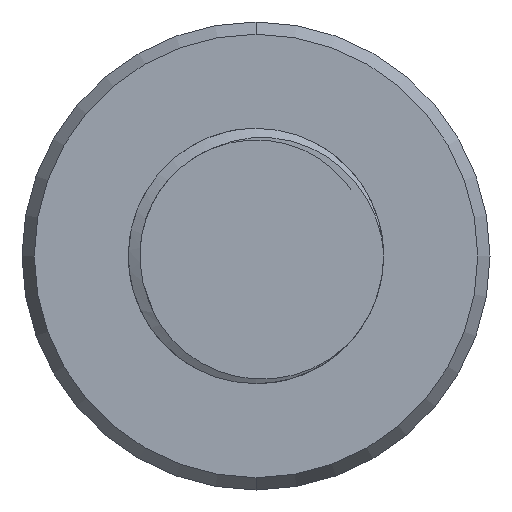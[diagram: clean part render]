
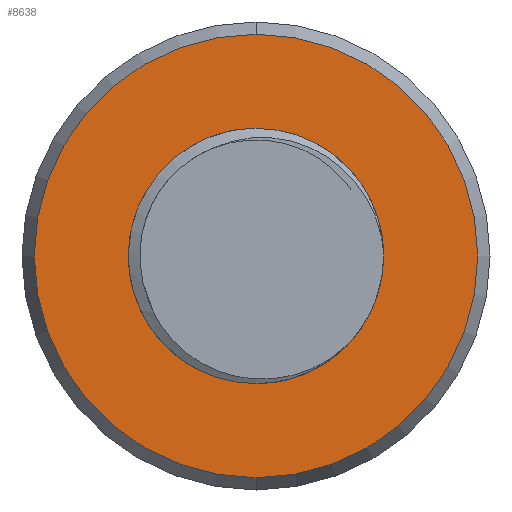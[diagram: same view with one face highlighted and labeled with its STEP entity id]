
A CAD part, front view. The second image highlights one B-rep face of the part: STEP entity #8638.
In plain terms, the highlighted planar face has unit normal (0, -1, 0).
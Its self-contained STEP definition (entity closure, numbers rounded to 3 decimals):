
#429 = EDGE_CURVE ( 'NONE', #6605, #10770, #6439, .T. ) ;
#537 = DIRECTION ( 'NONE',  ( 0., -1., 0. ) ) ;
#801 = DIRECTION ( 'NONE',  ( 0., 1., 0. ) ) ;
#1735 = EDGE_LOOP ( 'NONE', ( #8066, #8837 ) ) ;
#1881 = CARTESIAN_POINT ( 'NONE',  ( 0., 0., 0. ) ) ;
#1998 = DIRECTION ( 'NONE',  ( 0., 0., -1. ) ) ;
#2041 = CARTESIAN_POINT ( 'NONE',  ( 0., 0., -1.5 ) ) ;
#2373 = AXIS2_PLACEMENT_3D ( 'NONE', #11070, #537, #8228 ) ;
#2606 = EDGE_CURVE ( 'NONE', #4062, #5678, #4928, .T. ) ;
#2659 = DIRECTION ( 'NONE',  ( 0., 0., 1. ) ) ;
#3022 = AXIS2_PLACEMENT_3D ( 'NONE', #5797, #6722, #3818 ) ;
#3413 = AXIS2_PLACEMENT_3D ( 'NONE', #10622, #7791, #1998 ) ;
#3535 = CIRCLE ( 'NONE', #3022, 1.5 ) ;
#3818 = DIRECTION ( 'NONE',  ( 0., 0., -1. ) ) ;
#4062 = VERTEX_POINT ( 'NONE', #12074 ) ;
#4568 = PLANE ( 'NONE',  #4865 ) ;
#4594 = FACE_BOUND ( 'NONE', #11829, .T. ) ;
#4793 = DIRECTION ( 'NONE',  ( 0., -1., 0. ) ) ;
#4865 = AXIS2_PLACEMENT_3D ( 'NONE', #10235, #801, #2659 ) ;
#4928 = CIRCLE ( 'NONE', #2373, 1.5 ) ;
#5533 = ORIENTED_EDGE ( 'NONE', *, *, #2606, .F. ) ;
#5678 = VERTEX_POINT ( 'NONE', #2041 ) ;
#5749 = AXIS2_PLACEMENT_3D ( 'NONE', #1881, #4793, #6853 ) ;
#5797 = CARTESIAN_POINT ( 'NONE',  ( 0., 0., 0. ) ) ;
#6439 = CIRCLE ( 'NONE', #5749, 2.606 ) ;
#6605 = VERTEX_POINT ( 'NONE', #8327 ) ;
#6722 = DIRECTION ( 'NONE',  ( 0., -1., 0. ) ) ;
#6853 = DIRECTION ( 'NONE',  ( 0., 0., -1. ) ) ;
#7318 = ORIENTED_EDGE ( 'NONE', *, *, #9549, .F. ) ;
#7413 = EDGE_CURVE ( 'NONE', #10770, #6605, #9623, .T. ) ;
#7791 = DIRECTION ( 'NONE',  ( 0., -1., 0. ) ) ;
#8066 = ORIENTED_EDGE ( 'NONE', *, *, #429, .T. ) ;
#8228 = DIRECTION ( 'NONE',  ( 0., 0., -1. ) ) ;
#8327 = CARTESIAN_POINT ( 'NONE',  ( 0., 0., 2.606 ) ) ;
#8638 = ADVANCED_FACE ( 'NONE', ( #4594, #11214 ), #4568, .F. ) ;
#8837 = ORIENTED_EDGE ( 'NONE', *, *, #7413, .T. ) ;
#9549 = EDGE_CURVE ( 'NONE', #5678, #4062, #3535, .T. ) ;
#9623 = CIRCLE ( 'NONE', #3413, 2.606 ) ;
#10235 = CARTESIAN_POINT ( 'NONE',  ( 0., 0., 2.606 ) ) ;
#10320 = CARTESIAN_POINT ( 'NONE',  ( 0., 0., -2.606 ) ) ;
#10622 = CARTESIAN_POINT ( 'NONE',  ( 0., 0., 0. ) ) ;
#10770 = VERTEX_POINT ( 'NONE', #10320 ) ;
#11070 = CARTESIAN_POINT ( 'NONE',  ( 0., 0., 0. ) ) ;
#11214 = FACE_OUTER_BOUND ( 'NONE', #1735, .T. ) ;
#11829 = EDGE_LOOP ( 'NONE', ( #7318, #5533 ) ) ;
#12074 = CARTESIAN_POINT ( 'NONE',  ( 0., 0., 1.5 ) ) ;
